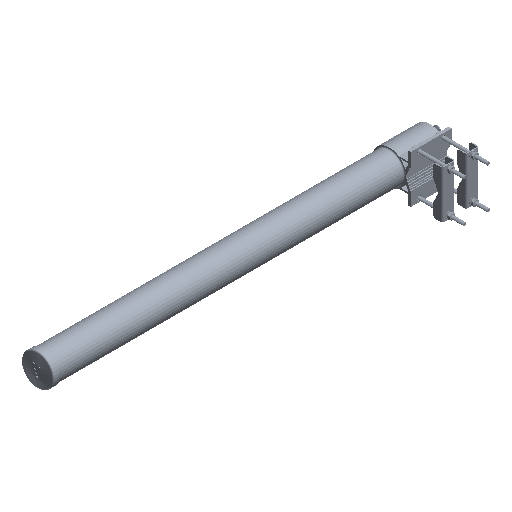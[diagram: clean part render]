
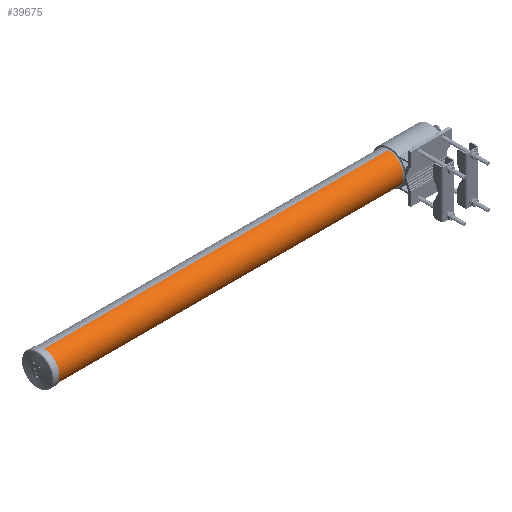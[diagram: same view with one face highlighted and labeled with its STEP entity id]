
A CAD part, isometric view. The second image highlights one B-rep face of the part: STEP entity #39675.
In plain terms, the highlighted cylindrical face has radius 37.465 mm (diameter 74.93 mm), a partial arc.
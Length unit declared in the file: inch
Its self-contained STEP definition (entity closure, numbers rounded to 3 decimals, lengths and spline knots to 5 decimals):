
#929 = CARTESIAN_POINT ( 'NONE',  ( -4.05894, 0., 1.475 ) ) ;
#6388 = DIRECTION ( 'NONE',  ( 1., 0., 0. ) ) ;
#6722 = VERTEX_POINT ( 'NONE', #929 ) ;
#7599 = CIRCLE ( 'NONE', #60341, 1.475 ) ;
#8810 = LINE ( 'NONE', #44655, #45469 ) ;
#9928 = FACE_OUTER_BOUND ( 'NONE', #12615, .T. ) ;
#10162 = CARTESIAN_POINT ( 'NONE',  ( -37.55088, 0., -1.475 ) ) ;
#12615 = EDGE_LOOP ( 'NONE', ( #13797, #51599, #30891, #41897 ) ) ;
#13797 = ORIENTED_EDGE ( 'NONE', *, *, #35437, .F. ) ;
#17809 = CARTESIAN_POINT ( 'NONE',  ( -37.55088, 0., 0. ) ) ;
#21330 = CIRCLE ( 'NONE', #26379, 1.475 ) ;
#21695 = VERTEX_POINT ( 'NONE', #53388 ) ;
#22629 = DIRECTION ( 'NONE',  ( 0., 0., -1. ) ) ;
#23496 = CARTESIAN_POINT ( 'NONE',  ( -50.25, 0., 0. ) ) ;
#23607 = VECTOR ( 'NONE', #58574, 39.37008 ) ;
#24807 = VERTEX_POINT ( 'NONE', #10162 ) ;
#26379 = AXIS2_PLACEMENT_3D ( 'NONE', #55681, #26954, #60482 ) ;
#26954 = DIRECTION ( 'NONE',  ( 1., 0., 0. ) ) ;
#27601 = EDGE_CURVE ( 'NONE', #6722, #21695, #21330, .T. ) ;
#28711 = DIRECTION ( 'NONE',  ( 0., 0., -1. ) ) ;
#29352 = CYLINDRICAL_SURFACE ( 'NONE', #54475, 1.475 ) ;
#30891 = ORIENTED_EDGE ( 'NONE', *, *, #33245, .T. ) ;
#31065 = EDGE_CURVE ( 'NONE', #37989, #24807, #7599, .T. ) ;
#33092 = DIRECTION ( 'NONE',  ( 1., 0., 0. ) ) ;
#33245 = EDGE_CURVE ( 'NONE', #24807, #21695, #37812, .T. ) ;
#35437 = EDGE_CURVE ( 'NONE', #37989, #6722, #8810, .T. ) ;
#36021 = CARTESIAN_POINT ( 'NONE',  ( -37.55088, 0., 1.475 ) ) ;
#37812 = LINE ( 'NONE', #44708, #23607 ) ;
#37989 = VERTEX_POINT ( 'NONE', #36021 ) ;
#39675 = ADVANCED_FACE ( 'NONE', ( #9928 ), #29352, .T. ) ;
#41897 = ORIENTED_EDGE ( 'NONE', *, *, #27601, .F. ) ;
#44655 = CARTESIAN_POINT ( 'NONE',  ( -50.25, 0., 1.475 ) ) ;
#44708 = CARTESIAN_POINT ( 'NONE',  ( -50.25, 0., -1.475 ) ) ;
#45469 = VECTOR ( 'NONE', #6388, 39.37008 ) ;
#51280 = DIRECTION ( 'NONE',  ( 1., 0., 0. ) ) ;
#51599 = ORIENTED_EDGE ( 'NONE', *, *, #31065, .T. ) ;
#53388 = CARTESIAN_POINT ( 'NONE',  ( -4.05894, 0., -1.475 ) ) ;
#54475 = AXIS2_PLACEMENT_3D ( 'NONE', #23496, #33092, #28711 ) ;
#55681 = CARTESIAN_POINT ( 'NONE',  ( -4.05894, 0., 0. ) ) ;
#58574 = DIRECTION ( 'NONE',  ( 1., 0., 0. ) ) ;
#60341 = AXIS2_PLACEMENT_3D ( 'NONE', #17809, #51280, #22629 ) ;
#60482 = DIRECTION ( 'NONE',  ( 0., 0., -1. ) ) ;
